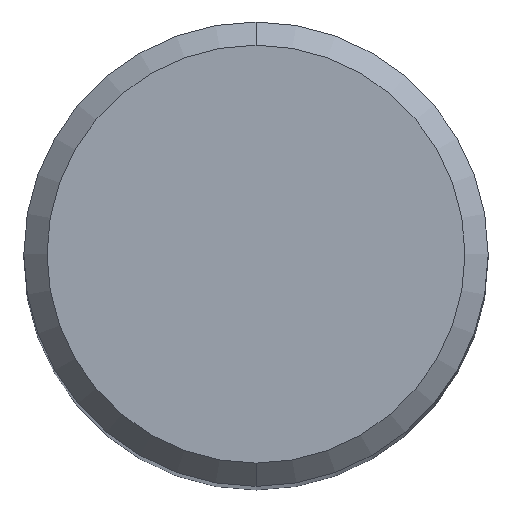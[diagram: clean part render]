
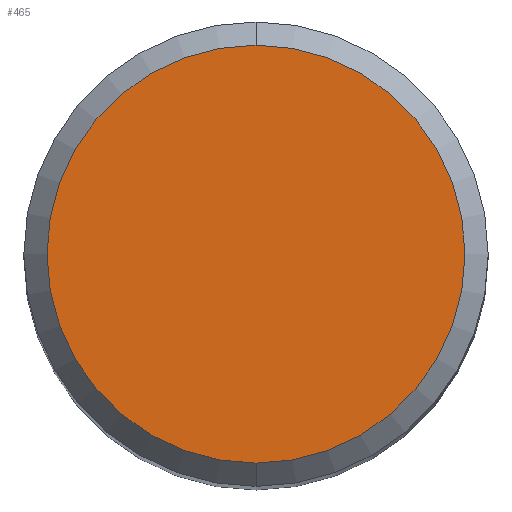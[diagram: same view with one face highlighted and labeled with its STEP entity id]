
A CAD part, top view. The second image highlights one B-rep face of the part: STEP entity #465.
In plain terms, the highlighted planar face has unit normal (0, 0, 1).
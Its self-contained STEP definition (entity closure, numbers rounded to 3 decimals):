
#369=EDGE_CURVE('',#805,#489,#947,.T.);
#465=ADVANCED_FACE('',(#1051),#1052,.T.);
#489=VERTEX_POINT('',#1078);
#497=EDGE_CURVE('',#489,#805,#1088,.T.);
#805=VERTEX_POINT('',#1424);
#947=CIRCLE('',#1689,3.6);
#1051=FACE_OUTER_BOUND('',#2682,.T.);
#1052=PLANE('',#2683);
#1078=CARTESIAN_POINT('',(0.0,3.6,0.0));
#1088=CIRCLE('',#2794,3.6);
#1424=CARTESIAN_POINT('',(0.,-3.6,0.0));
#1689=AXIS2_PLACEMENT_3D('',#6032,#6033,#6034);
#2682=EDGE_LOOP('',(#6157,#6158));
#2683=AXIS2_PLACEMENT_3D('',#6159,#6160,#6161);
#2794=AXIS2_PLACEMENT_3D('',#6203,#6204,#6205);
#6032=CARTESIAN_POINT('',(0.0,0.0,0.0));
#6033=DIRECTION('',(0.0,0.0,-1.0));
#6034=DIRECTION('',(0.0,1.0,0.0));
#6157=ORIENTED_EDGE('',*,*,#497,.F.);
#6158=ORIENTED_EDGE('',*,*,#369,.F.);
#6159=CARTESIAN_POINT('',(0.0,1.8,0.0));
#6160=DIRECTION('',(-0.0,0.0,1.0));
#6161=DIRECTION('',(0.0,-1.0,0.0));
#6203=CARTESIAN_POINT('',(0.0,0.0,0.0));
#6204=DIRECTION('',(0.0,0.0,-1.0));
#6205=DIRECTION('',(0.0,1.0,0.0));
